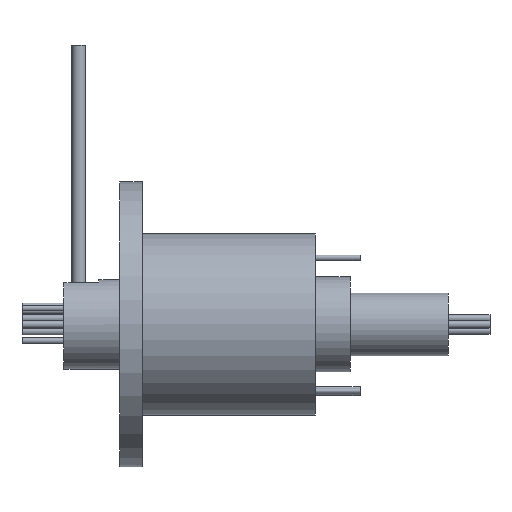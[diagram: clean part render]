
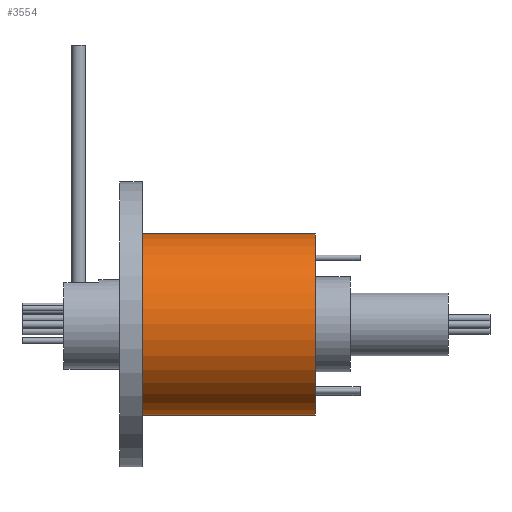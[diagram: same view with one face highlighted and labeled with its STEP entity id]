
A CAD part, front view. The second image highlights one B-rep face of the part: STEP entity #3554.
In plain terms, the highlighted cylindrical face has radius 65 mm (diameter 130 mm), a partial arc.
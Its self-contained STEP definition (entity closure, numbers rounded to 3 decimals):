
#182 = LINE ( 'NONE', #1639, #850 ) ;
#334 = ORIENTED_EDGE ( 'NONE', *, *, #3653, .F. ) ;
#380 = AXIS2_PLACEMENT_3D ( 'NONE', #2815, #536, #3096 ) ;
#415 = CARTESIAN_POINT ( 'NONE',  ( 0., 0., -65. ) ) ;
#536 = DIRECTION ( 'NONE',  ( -1., 0., 0. ) ) ;
#549 = CARTESIAN_POINT ( 'NONE',  ( 180., 0., 0. ) ) ;
#770 = EDGE_LOOP ( 'NONE', ( #2632, #877, #1716, #334 ) ) ;
#833 = DIRECTION ( 'NONE',  ( 0., 0., 1. ) ) ;
#850 = VECTOR ( 'NONE', #3651, 1000. ) ;
#877 = ORIENTED_EDGE ( 'NONE', *, *, #1925, .T. ) ;
#996 = AXIS2_PLACEMENT_3D ( 'NONE', #549, #2545, #833 ) ;
#1101 = CIRCLE ( 'NONE', #2097, 65. ) ;
#1176 = CIRCLE ( 'NONE', #996, 65. ) ;
#1186 = LINE ( 'NONE', #415, #3379 ) ;
#1507 = DIRECTION ( 'NONE',  ( 0., 0., 1. ) ) ;
#1639 = CARTESIAN_POINT ( 'NONE',  ( 0., 0., 65. ) ) ;
#1716 = ORIENTED_EDGE ( 'NONE', *, *, #2210, .T. ) ;
#1719 = VERTEX_POINT ( 'NONE', #2985 ) ;
#1801 = DIRECTION ( 'NONE',  ( -1., 0., 0. ) ) ;
#1925 = EDGE_CURVE ( 'NONE', #2234, #1719, #1176, .T. ) ;
#2017 = VERTEX_POINT ( 'NONE', #3543 ) ;
#2097 = AXIS2_PLACEMENT_3D ( 'NONE', #2711, #3229, #1507 ) ;
#2210 = EDGE_CURVE ( 'NONE', #1719, #2017, #182, .T. ) ;
#2220 = FACE_OUTER_BOUND ( 'NONE', #770, .T. ) ;
#2234 = VERTEX_POINT ( 'NONE', #2236 ) ;
#2236 = CARTESIAN_POINT ( 'NONE',  ( 180., 0., -65. ) ) ;
#2545 = DIRECTION ( 'NONE',  ( -1., 0., 0. ) ) ;
#2591 = EDGE_CURVE ( 'NONE', #2234, #2652, #1186, .T. ) ;
#2632 = ORIENTED_EDGE ( 'NONE', *, *, #2591, .F. ) ;
#2652 = VERTEX_POINT ( 'NONE', #3300 ) ;
#2711 = CARTESIAN_POINT ( 'NONE',  ( 56., 0., 0. ) ) ;
#2798 = CYLINDRICAL_SURFACE ( 'NONE', #380, 65. ) ;
#2815 = CARTESIAN_POINT ( 'NONE',  ( 0., 0., 0. ) ) ;
#2985 = CARTESIAN_POINT ( 'NONE',  ( 180., 0., 65. ) ) ;
#3096 = DIRECTION ( 'NONE',  ( 0., 0., 1. ) ) ;
#3229 = DIRECTION ( 'NONE',  ( -1., 0., 0. ) ) ;
#3300 = CARTESIAN_POINT ( 'NONE',  ( 56., 0., -65. ) ) ;
#3379 = VECTOR ( 'NONE', #1801, 1000. ) ;
#3543 = CARTESIAN_POINT ( 'NONE',  ( 56., 0., 65. ) ) ;
#3554 = ADVANCED_FACE ( 'NONE', ( #2220 ), #2798, .T. ) ;
#3651 = DIRECTION ( 'NONE',  ( -1., 0., 0. ) ) ;
#3653 = EDGE_CURVE ( 'NONE', #2652, #2017, #1101, .T. ) ;
